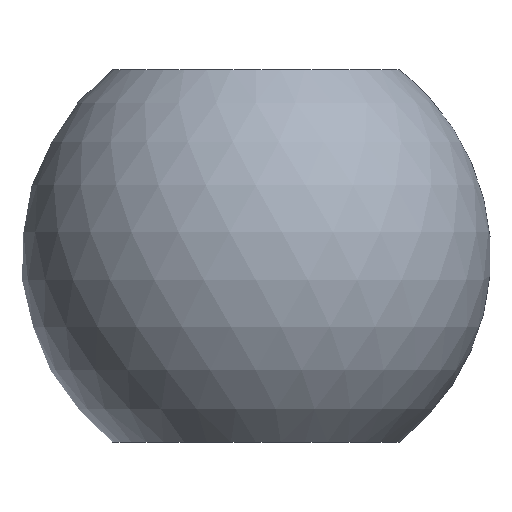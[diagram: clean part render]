
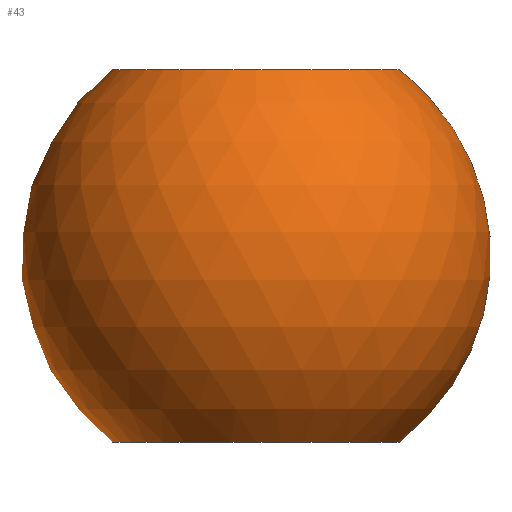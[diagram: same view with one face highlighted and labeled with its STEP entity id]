
A CAD part, front view. The second image highlights one B-rep face of the part: STEP entity #43.
In plain terms, the highlighted spherical face has radius 10 mm.
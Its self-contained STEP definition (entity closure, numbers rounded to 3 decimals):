
#43=ADVANCED_FACE('',(#46,#47),#45,.T.);
#45=SPHERICAL_SURFACE('',#67,10.);
#46=FACE_BOUND('',#50,.T.);
#47=FACE_BOUND('',#51,.T.);
#50=EDGE_LOOP('',(#54));
#51=EDGE_LOOP('',(#55));
#54=ORIENTED_EDGE('',*,*,#60,.F.);
#55=ORIENTED_EDGE('',*,*,#61,.F.);
#58=VERTEX_POINT('',#81);
#59=VERTEX_POINT('',#83);
#60=EDGE_CURVE('',#58,#58,#62,.T.);
#61=EDGE_CURVE('',#59,#59,#63,.T.);
#62=CIRCLE('',#65,6.1);
#63=CIRCLE('',#66,6.1);
#65=AXIS2_PLACEMENT_3D('',#80,#71,#72);
#66=AXIS2_PLACEMENT_3D('',#82,#73,#74);
#67=AXIS2_PLACEMENT_3D('',#84,#75,#76);
#71=DIRECTION('',(0.,0.,-1.));
#72=DIRECTION('',(1.,0.,0.));
#73=DIRECTION('',(0.,0.,1.));
#74=DIRECTION('',(-1.,0.,0.));
#75=DIRECTION('',(0.,0.,1.));
#76=DIRECTION('',(1.,0.,0.));
#80=CARTESIAN_POINT('',(0.,0.,-7.924));
#81=CARTESIAN_POINT('',(6.1,0.,-7.924));
#82=CARTESIAN_POINT('',(0.,0.,7.924));
#83=CARTESIAN_POINT('',(-6.1,0.,7.924));
#84=CARTESIAN_POINT('',(0.,0.,0.));
